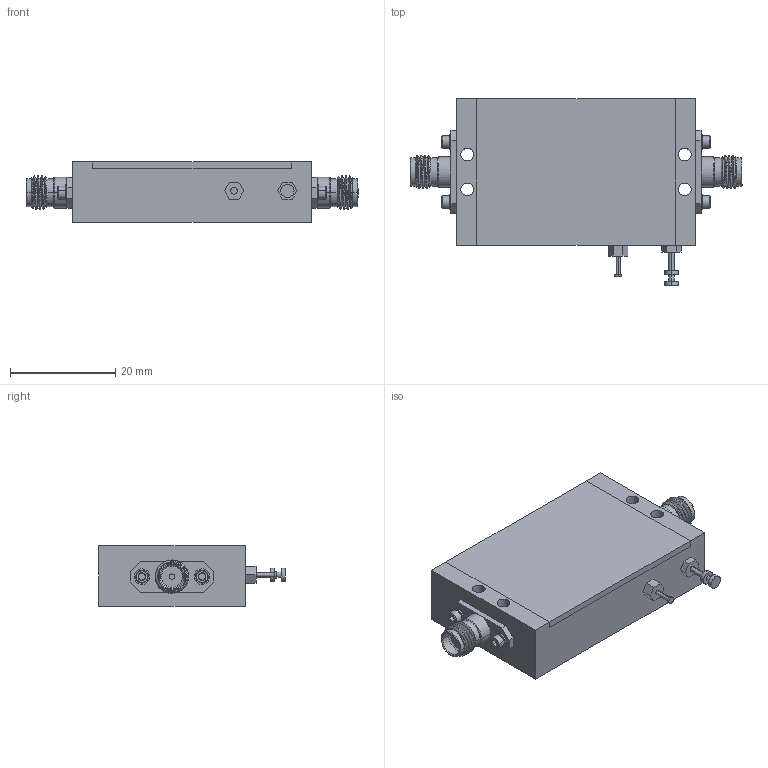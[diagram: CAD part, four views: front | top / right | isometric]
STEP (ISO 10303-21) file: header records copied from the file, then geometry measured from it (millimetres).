
FILE_DESCRIPTION (( 'STEP AP214' ), '1' );
FILE_NAME ('FMAM4078_3D.step', '2023-08-11T21:56:09', ( '' ), ( '' ), 'SwSTEP 2.0', 'SolidWorks 2022', '' );
FILE_SCHEMA (( 'AUTOMOTIVE_DESIGN' ));
Length unit declared in the file: inch
Products named in the file (1): FMAM4078_3D
Bounding box: 63.2 x 35.56 x 11.43 mm (x, y, z)
Volume: 14882.5 mm3; surface area: 5279.2 mm2
Topology: 1 solids, 7 shells, 308 faces, 696 edges, 438 vertices
Faces by surface type: plane 118, cylinder 104, cone 72, bspline 14
Entity records: 13052 total; most frequent: CARTESIAN_POINT 6197, DIRECTION 1436, ORIENTED_EDGE 1392, EDGE_CURVE 696, AXIS2_PLACEMENT_3D 567, VERTEX_POINT 438, EDGE_LOOP 360, FACE_OUTER_BOUND 308
